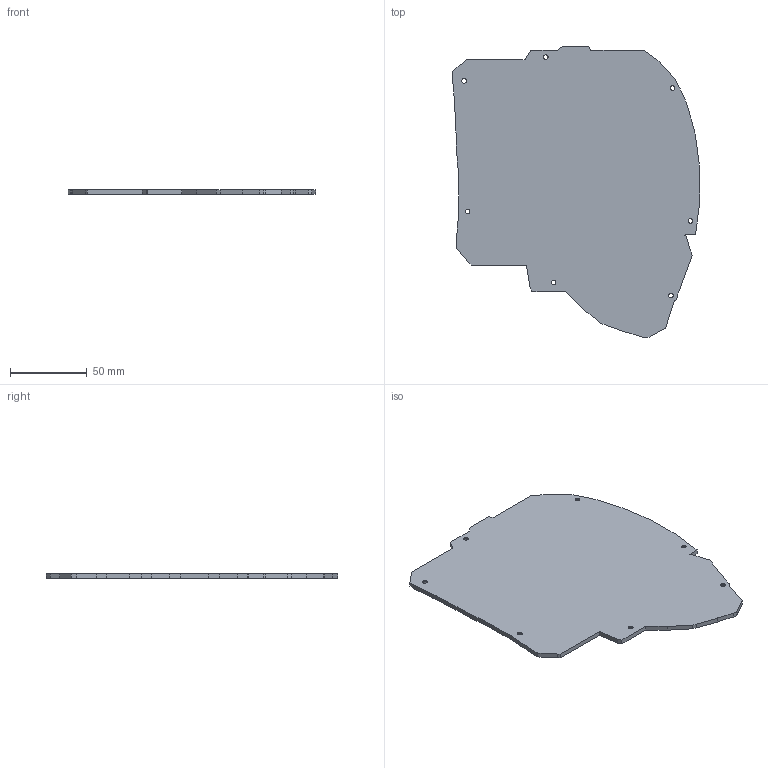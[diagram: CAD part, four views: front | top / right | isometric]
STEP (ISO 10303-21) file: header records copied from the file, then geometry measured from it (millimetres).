
FILE_DESCRIPTION(('Open CASCADE Model'),'2;1');
FILE_NAME('Open CASCADE Shape Model','2022-05-20T22:13:48',('Author'),( 'Open CASCADE'),'Open CASCADE STEP processor 7.4','Open CASCADE 7.4' ,'Unknown');
FILE_SCHEMA(('AUTOMOTIVE_DESIGN { 1 0 10303 214 1 1 1 1 }'));
Length unit declared in the file: millimetre
Products named in the file (1): Open CASCADE STEP translator 7.4 231
Bounding box: 161.31 x 190.28 x 3 mm (x, y, z)
Volume: 71665.4 mm3; surface area: 50523.6 mm2
Topology: 1 solids, 1 shells, 136 faces, 383 edges, 253 vertices
Faces by surface type: plane 114, cylinder 9, cone 7, bspline 6
Full cylindrical faces by diameter (mm): 3 x7
Entity records: 10191 total; most frequent: CARTESIAN_POINT 2529, DIRECTION 1388, LINE 1076, VECTOR 1076, ORIENTED_EDGE 766, PCURVE 766, DEFINITIONAL_REPRESENTATION 766, EDGE_CURVE 383
